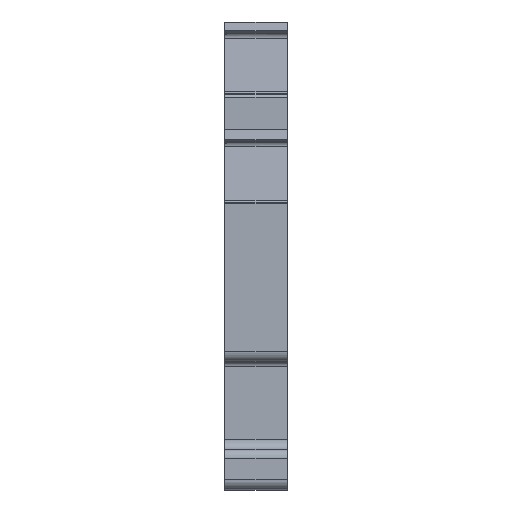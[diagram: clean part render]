
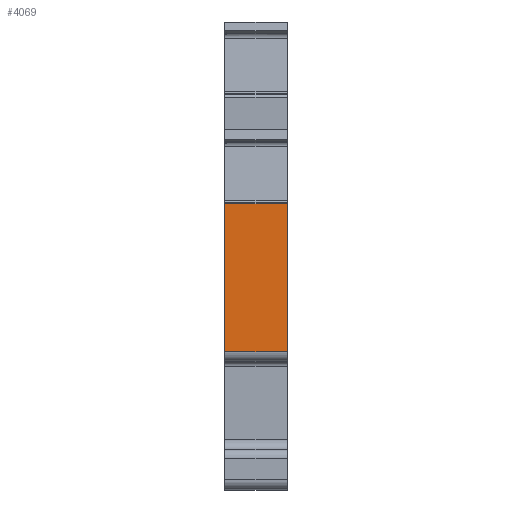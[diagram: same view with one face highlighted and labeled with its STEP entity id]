
A CAD part, left-side view. The second image highlights one B-rep face of the part: STEP entity #4069.
In plain terms, the highlighted planar face has unit normal (-1, 0, 0).
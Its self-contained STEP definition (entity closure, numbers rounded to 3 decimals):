
#611=DIRECTION('',(0.,0.,1.));
#612=VECTOR('',#611,14.551);
#613=CARTESIAN_POINT('',(-143.65,0.,-4.775));
#614=LINE('',#613,#612);
#917=DIRECTION('',(0.,1.,0.));
#918=VECTOR('',#917,6.15);
#919=CARTESIAN_POINT('',(-143.65,-6.15,-4.775));
#920=LINE('',#919,#918);
#925=DIRECTION('',(0.,0.,1.));
#926=VECTOR('',#925,14.551);
#927=CARTESIAN_POINT('',(-143.65,-6.15,-4.775));
#928=LINE('',#927,#926);
#929=DIRECTION('',(0.,-1.,0.));
#930=VECTOR('',#929,6.15);
#931=CARTESIAN_POINT('',(-143.65,0.,9.776));
#932=LINE('',#931,#930);
#2632=CARTESIAN_POINT('',(-143.65,0.,9.776));
#2633=VERTEX_POINT('',#2632);
#2634=CARTESIAN_POINT('',(-143.65,-6.15,9.776));
#2635=VERTEX_POINT('',#2634);
#2692=CARTESIAN_POINT('',(-143.65,0.,-4.775));
#2693=VERTEX_POINT('',#2692);
#2805=CARTESIAN_POINT('',(-143.65,-6.15,-4.775));
#2806=VERTEX_POINT('',#2805);
#4057=CARTESIAN_POINT('',(-143.65,-6.15,-4.189));
#4058=DIRECTION('',(1.,0.,0.));
#4059=DIRECTION('',(0.,1.,0.));
#4060=AXIS2_PLACEMENT_3D('',#4057,#4058,#4059);
#4061=PLANE('',#4060);
#4062=ORIENTED_EDGE('',*,*,#4049,.T.);
#4063=ORIENTED_EDGE('',*,*,#3574,.T.);
#4065=ORIENTED_EDGE('',*,*,#4064,.T.);
#4066=ORIENTED_EDGE('',*,*,#3244,.F.);
#4067=EDGE_LOOP('',(#4062,#4063,#4065,#4066));
#4068=FACE_OUTER_BOUND('',#4067,.F.);
#3244=EDGE_CURVE('',#2806,#2635,#928,.T.);
#3574=EDGE_CURVE('',#2693,#2633,#614,.T.);
#4049=EDGE_CURVE('',#2806,#2693,#920,.T.);
#4064=EDGE_CURVE('',#2633,#2635,#932,.T.);
#4069=ADVANCED_FACE('',(#4068),#4061,.F.);
